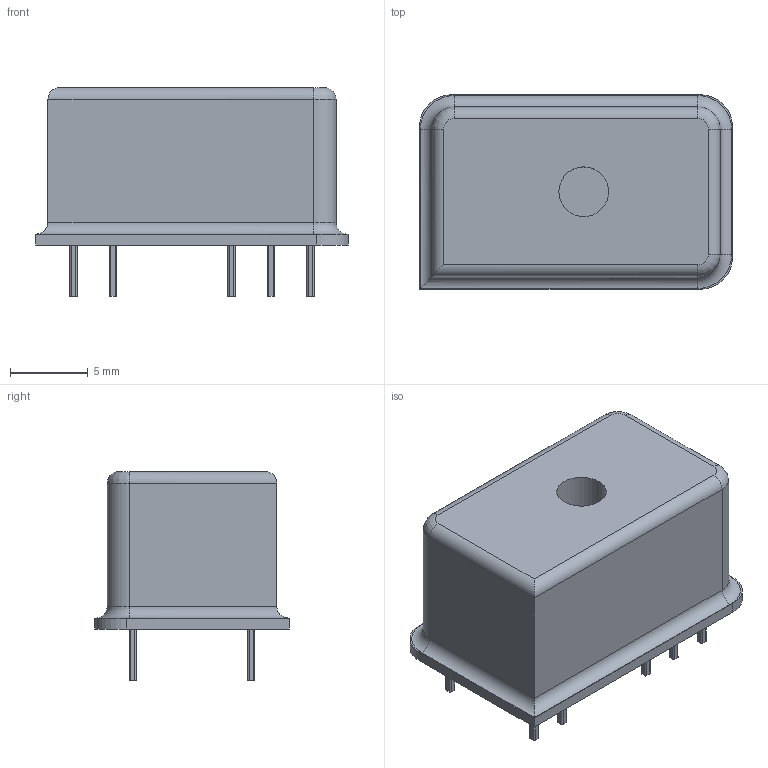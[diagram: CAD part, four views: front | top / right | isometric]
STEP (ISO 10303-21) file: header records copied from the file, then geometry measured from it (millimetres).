
FILE_DESCRIPTION(('FreeCAD Model'),'2;1');
FILE_NAME('Open CASCADE Shape Model','2023-03-26T12:37:44',(''),(''), 'Open CASCADE STEP processor 7.6','FreeCAD','Unknown');
FILE_SCHEMA(('AUTOMOTIVE_DESIGN { 1 0 10303 214 1 1 1 1 }'));
Length unit declared in the file: millimetre
Products named in the file (1): Fusion006
Bounding box: 20.12 x 12.5 x 13.42 mm (x, y, z)
Volume: 2053.2 mm3; surface area: 1123.4 mm2
Topology: 1 solids, 1 shells, 123 faces, 313 edges, 204 vertices
Faces by surface type: plane 62, cylinder 55, torus 3, revolution 3
Full cylindrical faces by diameter (mm): 3.2 x1
Entity records: 8174 total; most frequent: CARTESIAN_POINT 1805, DIRECTION 1214, LINE 727, VECTOR 727, ORIENTED_EDGE 626, PCURVE 626, DEFINITIONAL_REPRESENTATION 626, EDGE_CURVE 313
